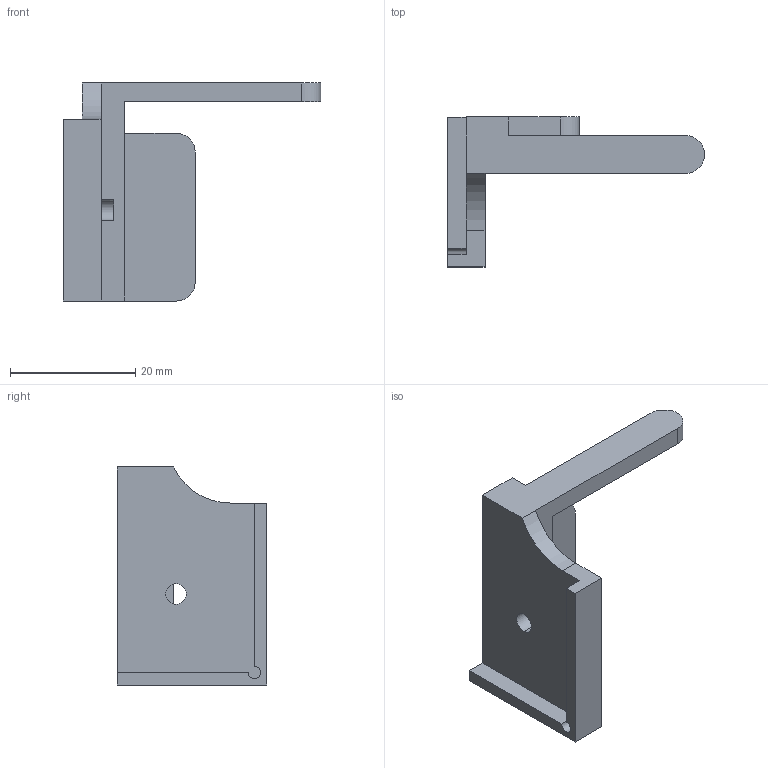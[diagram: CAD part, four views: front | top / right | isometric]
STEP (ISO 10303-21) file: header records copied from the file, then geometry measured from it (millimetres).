
FILE_DESCRIPTION (( 'STEP AP203' ), '1' );
FILE_NAME ('13_DM_fix.STEP', '2021-11-03T13:08:49', ( '' ), ( '' ), 'SwSTEP 2.0', 'SolidWorks 2020', '' );
FILE_SCHEMA (( 'CONFIG_CONTROL_DESIGN' ));
Length unit declared in the file: millimetre
Products named in the file (1): 13_DM_fix
Bounding box: 41 x 23.89 x 34.75 mm (x, y, z)
Volume: 5159.5 mm3; surface area: 3737 mm2
Topology: 1 solids, 1 shells, 26 faces, 74 edges, 49 vertices
Faces by surface type: plane 18, cylinder 8
Entity records: 929 total; most frequent: CARTESIAN_POINT 150, ORIENTED_EDGE 148, DIRECTION 146, EDGE_CURVE 74, VECTOR 56, LINE 56, VERTEX_POINT 49, AXIS2_PLACEMENT_3D 45
